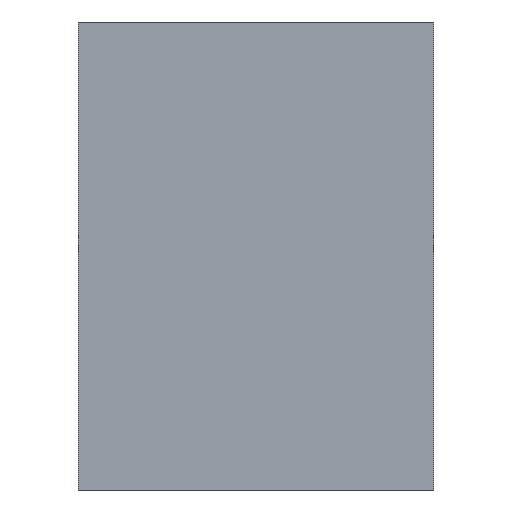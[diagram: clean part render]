
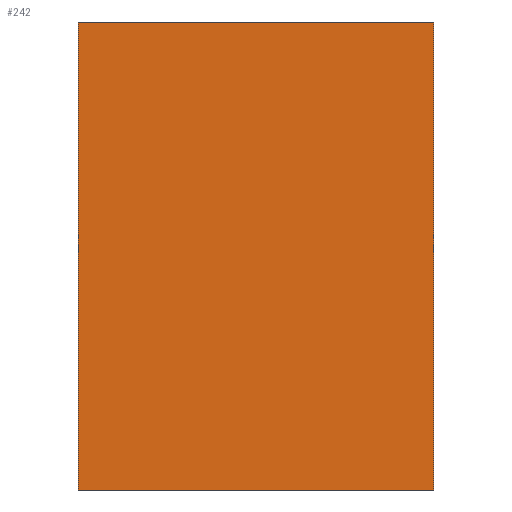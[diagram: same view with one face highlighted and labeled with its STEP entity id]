
A CAD part, front view. The second image highlights one B-rep face of the part: STEP entity #242.
In plain terms, the highlighted planar face has unit normal (0, -1, 0).
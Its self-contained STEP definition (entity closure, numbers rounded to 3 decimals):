
#7 = LINE ( 'NONE', #234, #191 ) ;
#33 = VERTEX_POINT ( 'NONE', #87 ) ;
#38 = ORIENTED_EDGE ( 'NONE', *, *, #151, .F. ) ;
#43 = EDGE_CURVE ( 'NONE', #67, #33, #366, .T. ) ;
#51 = VECTOR ( 'NONE', #162, 1000. ) ;
#53 = DIRECTION ( 'NONE',  ( 0., 1., 0. ) ) ;
#67 = VERTEX_POINT ( 'NONE', #125 ) ;
#69 = CARTESIAN_POINT ( 'NONE',  ( 170.497, 0., 27.251 ) ) ;
#78 = ORIENTED_EDGE ( 'NONE', *, *, #43, .F. ) ;
#84 = LINE ( 'NONE', #354, #408 ) ;
#87 = CARTESIAN_POINT ( 'NONE',  ( 151.497, 0., 52.251 ) ) ;
#88 = DIRECTION ( 'NONE',  ( 0., 0., -1. ) ) ;
#103 = CARTESIAN_POINT ( 'NONE',  ( 151.497, 0., 27.251 ) ) ;
#117 = PLANE ( 'NONE',  #245 ) ;
#125 = CARTESIAN_POINT ( 'NONE',  ( 151.497, 0., 27.251 ) ) ;
#151 = EDGE_CURVE ( 'NONE', #204, #67, #235, .T. ) ;
#153 = DIRECTION ( 'NONE',  ( 1., 0., 0. ) ) ;
#160 = EDGE_LOOP ( 'NONE', ( #78, #38, #315, #300 ) ) ;
#162 = DIRECTION ( 'NONE',  ( 0., 0., 1. ) ) ;
#183 = VERTEX_POINT ( 'NONE', #209 ) ;
#186 = CARTESIAN_POINT ( 'NONE',  ( 0., 0., 0. ) ) ;
#187 = EDGE_CURVE ( 'NONE', #33, #183, #7, .T. ) ;
#191 = VECTOR ( 'NONE', #153, 1000. ) ;
#204 = VERTEX_POINT ( 'NONE', #69 ) ;
#205 = DIRECTION ( 'NONE',  ( -1., 0., 0. ) ) ;
#209 = CARTESIAN_POINT ( 'NONE',  ( 170.497, 0., 52.251 ) ) ;
#234 = CARTESIAN_POINT ( 'NONE',  ( 151.497, 0., 52.251 ) ) ;
#235 = LINE ( 'NONE', #103, #236 ) ;
#236 = VECTOR ( 'NONE', #205, 1000. ) ;
#242 = ADVANCED_FACE ( 'NONE', ( #322 ), #117, .F. ) ;
#245 = AXIS2_PLACEMENT_3D ( 'NONE', #186, #53, #290 ) ;
#253 = CARTESIAN_POINT ( 'NONE',  ( 151.497, 0., 27.251 ) ) ;
#290 = DIRECTION ( 'NONE',  ( 0., 0., 1. ) ) ;
#300 = ORIENTED_EDGE ( 'NONE', *, *, #187, .F. ) ;
#315 = ORIENTED_EDGE ( 'NONE', *, *, #329, .F. ) ;
#322 = FACE_OUTER_BOUND ( 'NONE', #160, .T. ) ;
#329 = EDGE_CURVE ( 'NONE', #183, #204, #84, .T. ) ;
#354 = CARTESIAN_POINT ( 'NONE',  ( 170.497, 0., 27.251 ) ) ;
#366 = LINE ( 'NONE', #253, #51 ) ;
#408 = VECTOR ( 'NONE', #88, 1000. ) ;
